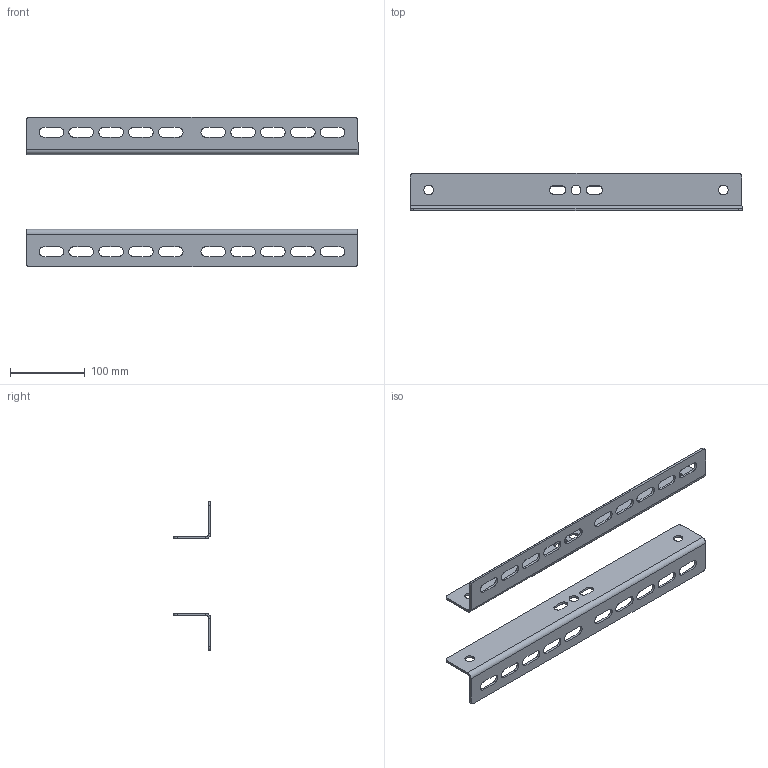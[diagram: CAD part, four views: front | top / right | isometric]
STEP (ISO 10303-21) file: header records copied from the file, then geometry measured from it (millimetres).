
FILE_DESCRIPTION (( 'STEP AP203' ), '1' );
FILE_NAME ('T42886.STEP', '2018-07-25T16:16:26', ( '' ), ( '' ), 'SwSTEP 2.0', 'SolidWorks 2016', '' );
FILE_SCHEMA (( 'CONFIG_CONTROL_DESIGN' ));
Length unit declared in the file: millimetre
Products named in the file (2): TH684; T42886
Assembly tree (2 placements, depth 2):
  T42886
    TH684  x2
Bounding box: 445 x 50 x 200 mm (x, y, z)
Volume: 224585.9 mm3; surface area: 162414.9 mm2
Topology: 2 solids, 2 shells, 144 faces, 404 edges, 264 vertices
Faces by surface type: cylinder 72, plane 72
Entity records: 2622 total; most frequent: DIRECTION 428, CARTESIAN_POINT 411, ORIENTED_EDGE 404, EDGE_CURVE 202, AXIS2_PLACEMENT_3D 149, VERTEX_POINT 132, LINE 130, VECTOR 130
